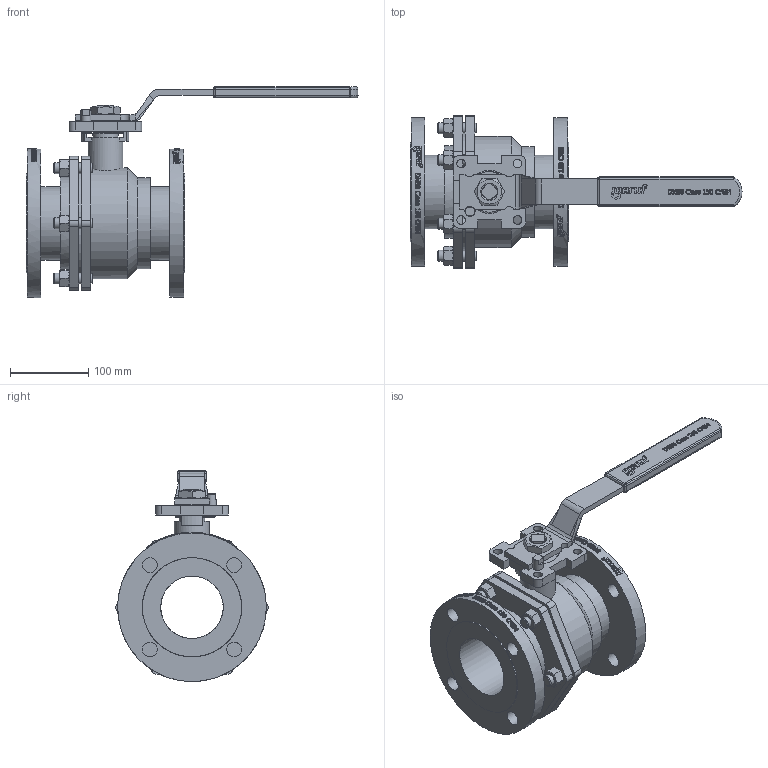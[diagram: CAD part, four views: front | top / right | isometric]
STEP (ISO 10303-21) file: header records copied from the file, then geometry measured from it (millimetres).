
FILE_DESCRIPTION(('HOOPS Exchange Step'),'2;1');
FILE_NAME('FK0601_DN80.stp','2025-08-04T13:42:48+02:00',('nieru'),('Unknown organisation'),'HOOPS Exchange 2024.2','HOOPS Exchange','Unknown authorisation');
FILE_SCHEMA( ('AP203_CONFIGURATION_CONTROLLED_3D_DESIGN_OF_MECHANICAL_PARTS_AND_ASSEMBLIES_MIM_LF') );
Length unit declared in the file: millimetre
Products named in the file (2): 0; root
Assembly tree (1 placements, depth 2):
  root
    0
Bounding box: 424.5 x 194.98 x 269.98 mm (x, y, z)
Volume: 2531706.2 mm3; surface area: 370579.2 mm2
Topology: 2 solids, 2 shells, 1683 faces, 4715 edges, 3134 vertices
Faces by surface type: bspline 798, plane 624, cylinder 204, cone 37, sphere 16, torus 4
Full cylindrical faces by diameter (mm): 10 x1, 11 x4, 13 x1, 14 x12, 14.5 x6, 19 x8, 22.5 x2, 33 x1, 38 x1, 43 x1, 45 x1, 55 x1, 80 x1, 94 x2, 116 x1, 118 x1, 127 x2, 142 x1, 190 x2
Entity records: 118435 total; most frequent: CARTESIAN_POINT 81641, ORIENTED_EDGE 9430, EDGE_CURVE 4715, DIRECTION 4351, VERTEX_POINT 3134, B_SPLINE_CURVE_WITH_KNOTS 2460, EDGE_LOOP 1855, FACE_BOUND 1855
